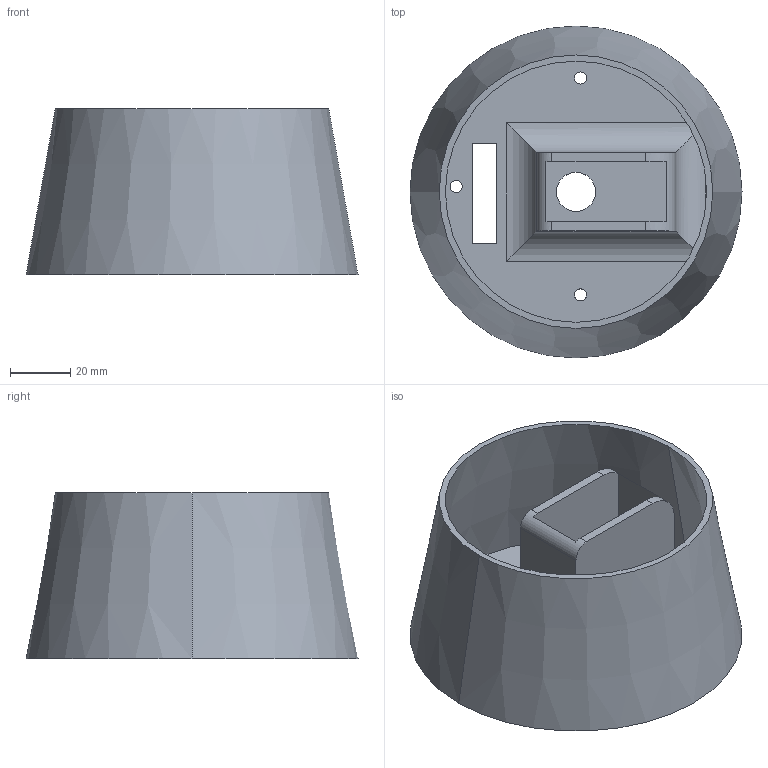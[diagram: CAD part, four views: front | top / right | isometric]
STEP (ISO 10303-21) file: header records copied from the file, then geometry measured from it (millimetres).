
FILE_DESCRIPTION (( 'STEP AP203' ), '1' );
FILE_NAME ('Mechanical_down1_默认_sldprt.STEP', '2017-10-05T08:00:35', ( '' ), ( '' ), 'SwSTEP 2.0', 'SolidWorks 2014', '' );
FILE_SCHEMA (( 'CONFIG_CONTROL_DESIGN' ));
Length unit declared in the file: inch
Products named in the file (1): Mechanical_down1_默认_sldprt
Bounding box: 110 x 110 x 55 mm (x, y, z)
Volume: 74256 mm3; surface area: 64159.2 mm2
Topology: 1 solids, 2 shells, 56 faces, 142 edges, 92 vertices
Faces by surface type: plane 34, cylinder 18, cone 4
Entity records: 1787 total; most frequent: CARTESIAN_POINT 303, DIRECTION 292, ORIENTED_EDGE 284, EDGE_CURVE 142, VECTOR 98, LINE 98, AXIS2_PLACEMENT_3D 97, VERTEX_POINT 92
